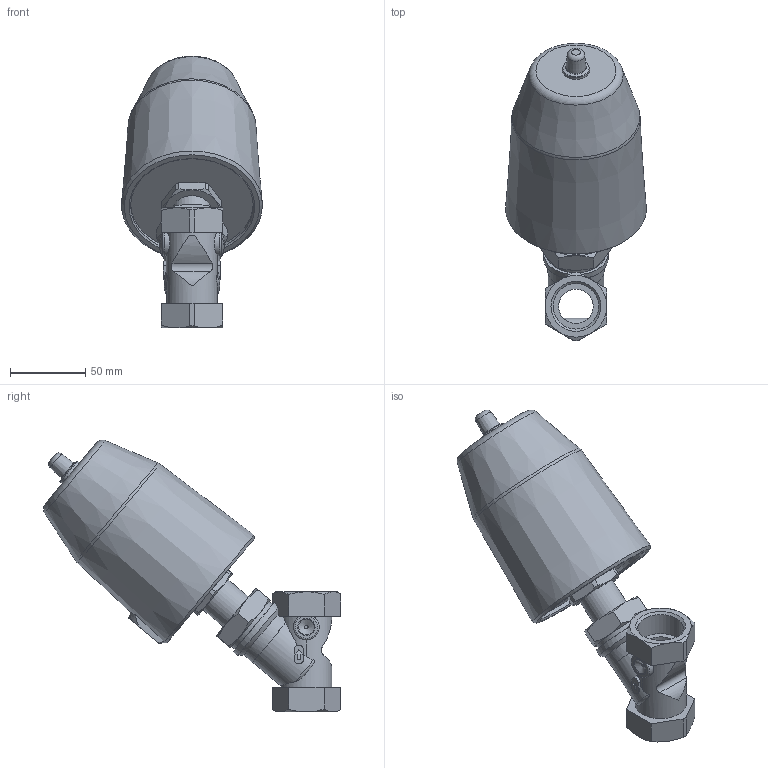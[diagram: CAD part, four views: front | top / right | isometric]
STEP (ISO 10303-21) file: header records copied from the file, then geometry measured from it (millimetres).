
FILE_DESCRIPTION(/* description */ ('STEP AP214'),/* implementation_level */ '2;1');
FILE_NAME(/* name */ '3540768_VZXF-L-M22C-M-B-G1-230-M1-H3ALT-80-16',/* time_stamp */ '2024-09-18T12:43:24+02:00',/* author */ ('License CC BY-ND 4.0'),/* organization */ ('CADENAS'),/* preprocessor_version */ 'ST-DEVELOPER v19.3',/* originating_system */ 'PARTsolutions',/* authorisation */ ' ');
FILE_SCHEMA (('AUTOMOTIVE_DESIGN {1 0 10303 214 3 1 1}'));
Length unit declared in the file: millimetre
Products named in the file (2): 3540768 VZXF-L-M22C-M-B-G1-230-M1-H3ALT-80-16; 1001805 VZXF-L-M22C-M-B-G1-230-H3ALT-80-16---(V)
Assembly tree (1 placements, depth 2):
  3540768 VZXF-L-M22C-M-B-G1-230-M1-H3ALT-80-16
    1001805 VZXF-L-M22C-M-B-G1-230-H3ALT-80-16---(V)
Bounding box: 93.74 x 197.75 x 181 mm (x, y, z)
Volume: 786005.2 mm3; surface area: 70386.4 mm2
Topology: 1 solids, 1 shells, 162 faces, 393 edges, 249 vertices
Faces by surface type: plane 73, cone 43, cylinder 35, torus 11
Full cylindrical faces by diameter (mm): 8.566 x1, 18.2 x1, 23 x1, 26 x1, 30.291 x2, 34 x1, 39 x1, 81.7 x1
Entity records: 4861 total; most frequent: CARTESIAN_POINT 1296, ORIENTED_EDGE 712, DIRECTION 706, EDGE_CURVE 356, AXIS2_PLACEMENT_3D 294, VERTEX_POINT 240, EDGE_LOOP 206, FACE_BOUND 206
